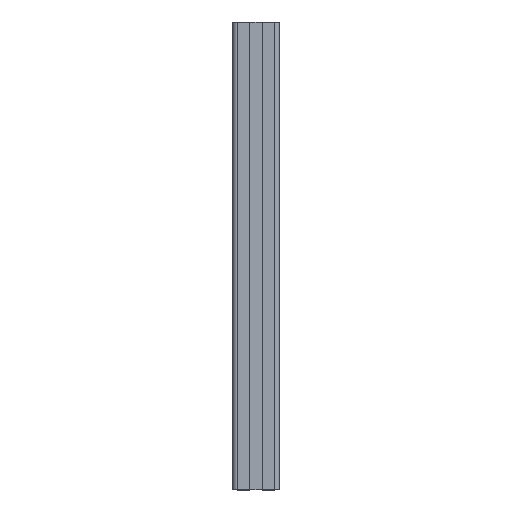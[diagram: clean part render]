
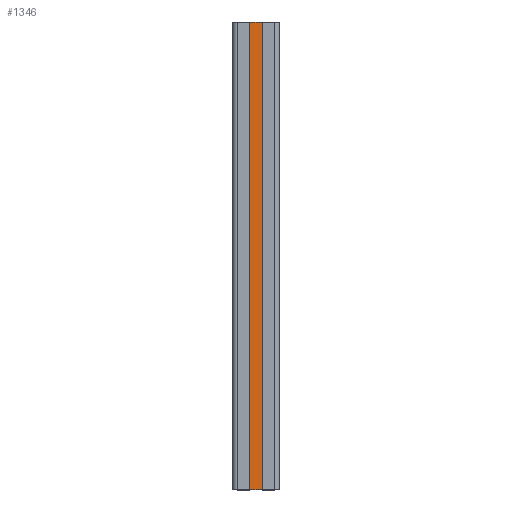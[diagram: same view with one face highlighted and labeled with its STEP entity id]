
A CAD part, top view. The second image highlights one B-rep face of the part: STEP entity #1346.
In plain terms, the highlighted face is planar.
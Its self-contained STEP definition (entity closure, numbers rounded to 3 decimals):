
#40 = CARTESIAN_POINT ( 'NONE',  ( 3.863, 8.5, 0. ) ) ;
#42 = CARTESIAN_POINT ( 'NONE',  ( 3.863, 8.5, -300. ) ) ;
#45 = LINE ( 'NONE', #42, #533 ) ;
#46 = DIRECTION ( 'NONE',  ( -1., 0., 0. ) ) ;
#47 = DIRECTION ( 'NONE',  ( 0., 0., 1. ) ) ;
#49 = LINE ( 'NONE', #40, #521 ) ;
#394 = AXIS2_PLACEMENT_3D ( 'NONE', #3262, #3263, #3264 ) ;
#501 = VECTOR ( 'NONE', #3407, 1000. ) ;
#521 = VECTOR ( 'NONE', #46, 1000. ) ;
#533 = VECTOR ( 'NONE', #47, 1000. ) ;
#590 = VECTOR ( 'NONE', #2008, 1000. ) ;
#1027 = CARTESIAN_POINT ( 'NONE',  ( -3.863, 8.5, 0. ) ) ;
#1091 = CARTESIAN_POINT ( 'NONE',  ( 3.863, 8.5, 0. ) ) ;
#1346 = ADVANCED_FACE ( 'PLANAR_13', ( #3257 ), #3261, .T. ) ;
#1421 = EDGE_CURVE ( 'NONE', #2911, #2797, #3399, .T. ) ;
#1434 = EDGE_CURVE ( 'NONE', #2860, #2797, #49, .T. ) ;
#1435 = EDGE_CURVE ( 'NONE', #2883, #2860, #45, .T. ) ;
#1495 = EDGE_CURVE ( 'NONE', #2883, #2911, #1984, .T. ) ;
#1984 = LINE ( 'NONE', #2004, #590 ) ;
#2004 = CARTESIAN_POINT ( 'NONE',  ( 3.863, 8.5, -300. ) ) ;
#2008 = DIRECTION ( 'NONE',  ( -1., 0., 0. ) ) ;
#2346 = ORIENTED_EDGE ( 'NONE', *, *, #1435, .F. ) ;
#2350 = ORIENTED_EDGE ( 'NONE', *, *, #1434, .F. ) ;
#2397 = ORIENTED_EDGE ( 'NONE', *, *, #1421, .T. ) ;
#2421 = ORIENTED_EDGE ( 'NONE', *, *, #1495, .T. ) ;
#2599 = EDGE_LOOP ( 'NONE', ( #2350, #2346, #2421, #2397 ) ) ;
#2797 = VERTEX_POINT ( 'NONE', #1027 ) ;
#2860 = VERTEX_POINT ( 'NONE', #1091 ) ;
#2883 = VERTEX_POINT ( 'NONE', #3690 ) ;
#2911 = VERTEX_POINT ( 'NONE', #3721 ) ;
#3257 = FACE_OUTER_BOUND ( 'NONE', #2599, .T. ) ;
#3261 = PLANE ( 'NONE',  #394 ) ;
#3262 = CARTESIAN_POINT ( 'NONE',  ( 3.863, 8.5, -300. ) ) ;
#3263 = DIRECTION ( 'NONE',  ( 0., 1., 0. ) ) ;
#3264 = DIRECTION ( 'NONE',  ( 0., 0., 1. ) ) ;
#3399 = LINE ( 'NONE', #3409, #501 ) ;
#3407 = DIRECTION ( 'NONE',  ( 0., 0., 1. ) ) ;
#3409 = CARTESIAN_POINT ( 'NONE',  ( -3.863, 8.5, -300. ) ) ;
#3690 = CARTESIAN_POINT ( 'NONE',  ( 3.863, 8.5, -300. ) ) ;
#3721 = CARTESIAN_POINT ( 'NONE',  ( -3.863, 8.5, -300. ) ) ;
